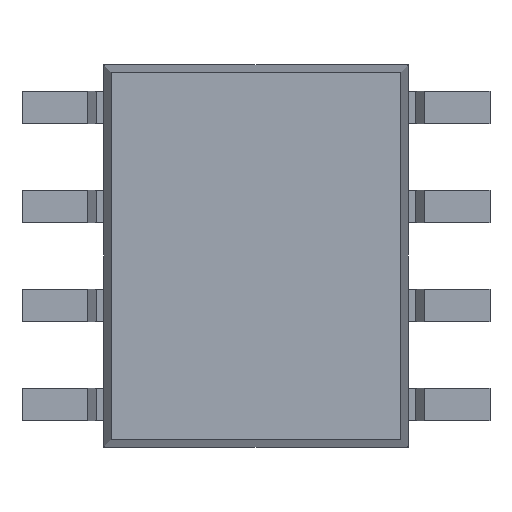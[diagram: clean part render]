
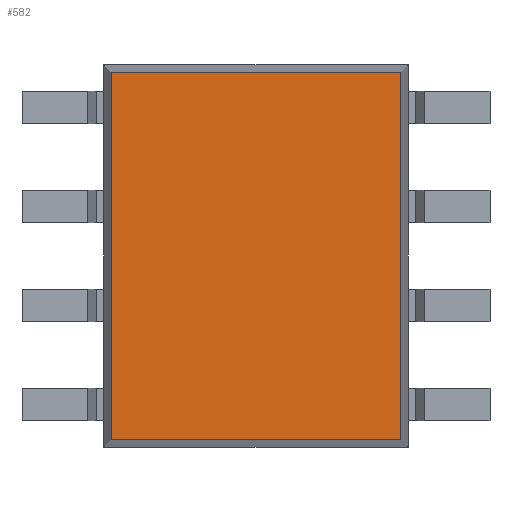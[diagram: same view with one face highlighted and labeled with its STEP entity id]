
A CAD part, front view. The second image highlights one B-rep face of the part: STEP entity #582.
In plain terms, the highlighted planar face has unit normal (0, -1, 0).
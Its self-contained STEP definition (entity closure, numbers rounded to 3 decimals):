
#440 = VERTEX_POINT('',#441);
#441 = CARTESIAN_POINT('',(1.856,0.175,2.356));
#447 = EDGE_CURVE('',#440,#448,#450,.T.);
#448 = VERTEX_POINT('',#449);
#449 = CARTESIAN_POINT('',(1.856,0.175,-2.356));
#450 = LINE('',#451,#452);
#451 = CARTESIAN_POINT('',(1.856,0.175,3.263));
#452 = VECTOR('',#453,1.);
#453 = DIRECTION('',(0.,0.,-1.));
#564 = EDGE_CURVE('',#448,#565,#567,.T.);
#565 = VERTEX_POINT('',#566);
#566 = CARTESIAN_POINT('',(-1.856,0.175,-2.356));
#567 = LINE('',#568,#569);
#568 = CARTESIAN_POINT('',(3.263,0.175,-2.356));
#569 = VECTOR('',#570,1.);
#570 = DIRECTION('',(-1.,0.,0.));
#582 = ADVANCED_FACE('',(#583),#601,.F.);
#583 = FACE_BOUND('',#584,.F.);
#584 = EDGE_LOOP('',(#585,#593,#594,#595));
#585 = ORIENTED_EDGE('',*,*,#586,.F.);
#586 = EDGE_CURVE('',#440,#587,#589,.T.);
#587 = VERTEX_POINT('',#588);
#588 = CARTESIAN_POINT('',(-1.856,0.175,2.356));
#589 = LINE('',#590,#591);
#590 = CARTESIAN_POINT('',(3.263,0.175,2.356));
#591 = VECTOR('',#592,1.);
#592 = DIRECTION('',(-1.,0.,0.));
#593 = ORIENTED_EDGE('',*,*,#447,.T.);
#594 = ORIENTED_EDGE('',*,*,#564,.T.);
#595 = ORIENTED_EDGE('',*,*,#596,.F.);
#596 = EDGE_CURVE('',#587,#565,#597,.T.);
#597 = LINE('',#598,#599);
#598 = CARTESIAN_POINT('',(-1.856,0.175,3.263));
#599 = VECTOR('',#600,1.);
#600 = DIRECTION('',(0.,0.,-1.));
#601 = PLANE('',#602);
#602 = AXIS2_PLACEMENT_3D('',#603,#604,#605);
#603 = CARTESIAN_POINT('',(0.,0.175,0.));
#604 = DIRECTION('',(0.,1.,0.));
#605 = DIRECTION('',(0.,0.,1.));
